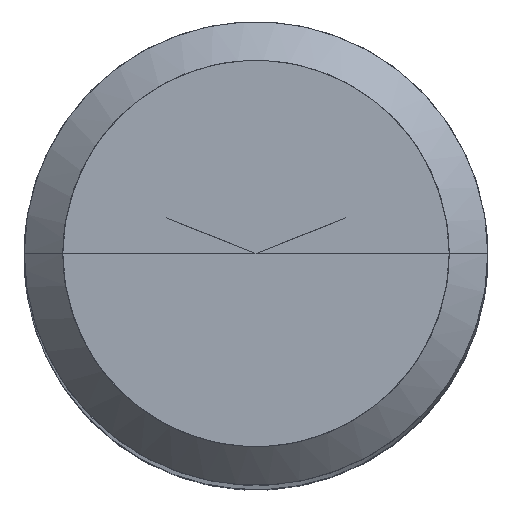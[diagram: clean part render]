
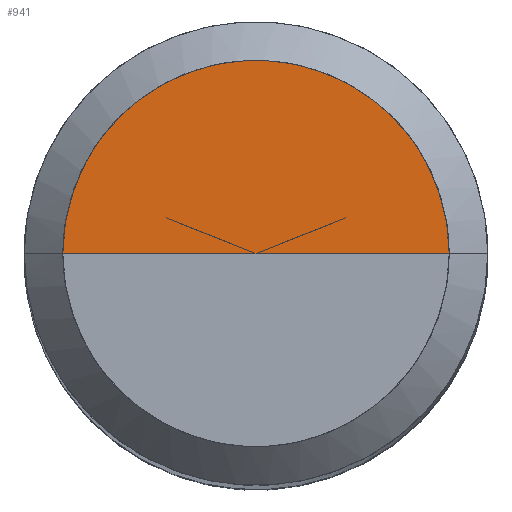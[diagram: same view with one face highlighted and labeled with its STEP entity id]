
A CAD part, top view. The second image highlights one B-rep face of the part: STEP entity #941.
In plain terms, the highlighted free-form (B-spline) face has degree [1, 2] with [2, 5] control points.
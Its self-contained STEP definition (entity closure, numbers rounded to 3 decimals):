
#720=CARTESIAN_POINT('',(5.0,0.0,57.0));
#721=CARTESIAN_POINT('',(5.0,5.0,57.0));
#722=CARTESIAN_POINT('',(0.0,5.0,57.0));
#723=CARTESIAN_POINT('',(-5.0,5.0,57.0));
#724=CARTESIAN_POINT('',(-5.0,0.0,57.0));
#725=CARTESIAN_POINT('',(0.0,0.0,57.0));
#926=(
BOUNDED_SURFACE()
B_SPLINE_SURFACE(1,2,(
(#720,#721,#722,#723,#724),
(#725,#725,#725,#725,#725)
), .UNSPECIFIED.,.F.,.F.,.F.)
B_SPLINE_SURFACE_WITH_KNOTS((2,2),(3,2,3),(
0.0,1.0),(
0.0,0.5,1.0), .UNSPECIFIED.)
GEOMETRIC_REPRESENTATION_ITEM()
RATIONAL_B_SPLINE_SURFACE(((1.0,0.707,1.0,0.707,1.0),
(1.0,0.707,1.0,0.707,1.0)
))
REPRESENTATION_ITEM('')
SURFACE()
);
#927=(
BOUNDED_CURVE()
B_SPLINE_CURVE(2,(#724,#723,#722,#721,#720),.UNSPECIFIED.,.F.,.F.)
B_SPLINE_CURVE_WITH_KNOTS((3,2,3),
(0.0,0.5,1.0),.UNSPECIFIED.)
CURVE()
GEOMETRIC_REPRESENTATION_ITEM()
RATIONAL_B_SPLINE_CURVE((1.0,0.707,1.0,0.707,1.0))
REPRESENTATION_ITEM('')
);
#928=(
BOUNDED_CURVE()
B_SPLINE_CURVE(1,(#720,#725),.UNSPECIFIED.,.F.,.F.)
B_SPLINE_CURVE_WITH_KNOTS((2,2),
(0.0,1.0),.UNSPECIFIED.)
CURVE()
GEOMETRIC_REPRESENTATION_ITEM()
RATIONAL_B_SPLINE_CURVE((1.0,1.0))
REPRESENTATION_ITEM('')
);
#929=(
BOUNDED_CURVE()
B_SPLINE_CURVE(1,(#725,#724),.UNSPECIFIED.,.F.,.F.)
B_SPLINE_CURVE_WITH_KNOTS((2,2),
(0.0,1.0),.UNSPECIFIED.)
CURVE()
GEOMETRIC_REPRESENTATION_ITEM()
RATIONAL_B_SPLINE_CURVE((1.0,1.0))
REPRESENTATION_ITEM('')
);
#930=VERTEX_POINT('',#720);
#931=VERTEX_POINT('',#724);
#932=VERTEX_POINT('',#725);
#933=EDGE_CURVE('',#931,#930,#927,.T.);
#934=EDGE_CURVE('',#930,#932,#928,.T.);
#935=EDGE_CURVE('',#932,#931,#929,.T.);
#936=ORIENTED_EDGE('',*,*,#933,.T.);
#937=ORIENTED_EDGE('',*,*,#934,.T.);
#938=ORIENTED_EDGE('',*,*,#935,.T.);
#939=EDGE_LOOP('',(#936,#937,#938));
#940=FACE_OUTER_BOUND('',#939,.T.);
#941=ADVANCED_FACE('',(#940),#926,.T.);
